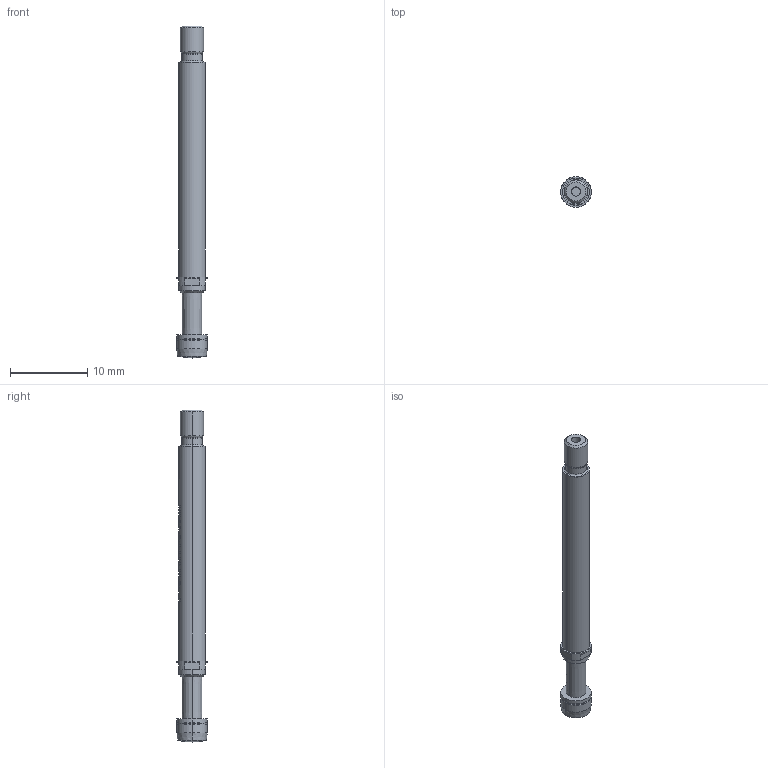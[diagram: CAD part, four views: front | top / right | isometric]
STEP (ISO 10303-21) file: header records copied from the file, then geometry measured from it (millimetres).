
FILE_DESCRIPTION (( 'STEP AP214' ), '1' );
FILE_NAME ('MOD-1133506-F73512A400G500C~-a.STEP', '2024-01-11T10:11:45', ( 'FEINMETALL GmbH ' ), ( 'FEINMETALL GmbH ' ), 'SwSTEP 2.0', 'SolidWorks 2020', '' );
FILE_SCHEMA (( 'AUTOMOTIVE_DESIGN' ));
Length unit declared in the file: millimetre
Products named in the file (1): MOD-1133506-F73512A400G500C~-a
Bounding box: 4 x 4 x 43.1 mm (x, y, z)
Volume: 377.9 mm3; surface area: 508.6 mm2
Topology: 1 solids, 1 shells, 188 faces, 479 edges, 313 vertices
Faces by surface type: plane 76, bspline 62, cylinder 30, cone 10, torus 8, sphere 2
Entity records: 11405 total; most frequent: CARTESIAN_POINT 7086, ORIENTED_EDGE 958, DIRECTION 666, EDGE_CURVE 479, VERTEX_POINT 313, AXIS2_PLACEMENT_3D 259, EDGE_LOOP 208, B_SPLINE_CURVE_WITH_KNOTS 199
